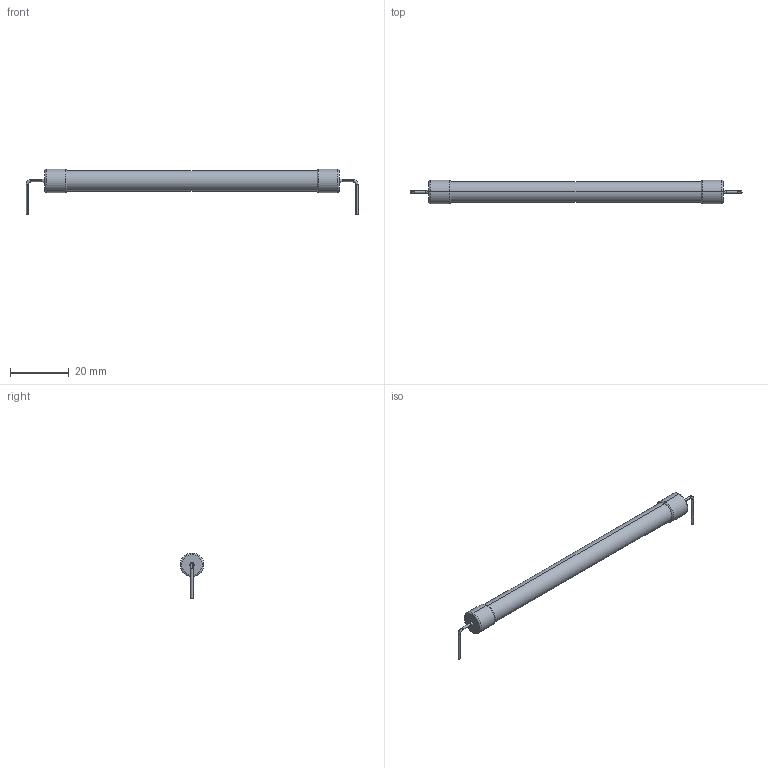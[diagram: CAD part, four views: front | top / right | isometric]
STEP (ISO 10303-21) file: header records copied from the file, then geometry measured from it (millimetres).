
FILE_DESCRIPTION((''),'2;1');
FILE_NAME('RES_METALLUX_HVR 968.10_a.stp','2014-12-10T08:02:44',(''),(''),'Mechanical Desktop 2011','Mechanical Desktop 2011',', , ');
FILE_SCHEMA(('AUTOMOTIVE_DESIGN { 1 2 10303 214 1 1 1 1 }'));
Length unit declared in the file: millimetre
Products named in the file (1): Product
Bounding box: 112.8 x 8 x 15.6 mm (x, y, z)
Volume: 4038.2 mm3; surface area: 2605.3 mm2
Topology: 7 solids, 7 shells, 46 faces, 94 edges, 60 vertices
Faces by surface type: bspline 17, cylinder 10, torus 10, plane 7, cone 2
Entity records: 1517 total; most frequent: CARTESIAN_POINT 474, DIRECTION 226, ORIENTED_EDGE 188, AXIS2_PLACEMENT_3D 102, EDGE_CURVE 94, CIRCLE 72, VERTEX_POINT 60, EDGE_LOOP 48
